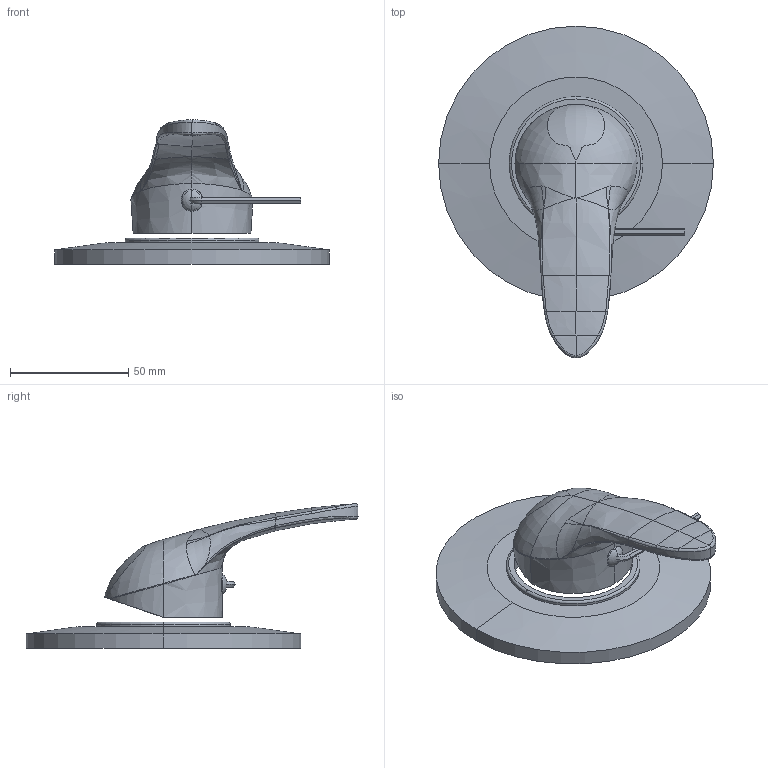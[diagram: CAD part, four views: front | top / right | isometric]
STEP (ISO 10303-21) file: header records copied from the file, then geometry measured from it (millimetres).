
FILE_DESCRIPTION((''),'2;1');
FILE_NAME('ND010CREST_ASM','2021-02-03T11:55:23',('stefano.gianpani'),('PAFFONI SpA'),'CREO PARAMETRIC BY PTC INC, 2020044','CREO PARAMETRIC BY PTC INC, 2020044','');
FILE_SCHEMA(('CONFIG_CONTROL_DESIGN','SHAPE_APPEARANCE_LAYERS_GROUPS'));
Length unit declared in the file: millimetre
Products named in the file (9): 4061135CR; 592305006A2I; CHBR25; TCF08RB91120; 8001113_ASM; 4061063CR; 2091097; 5007006CR_ASM; ND010CREST_ASM
Assembly tree (8 placements, depth 3):
  ND010CREST_ASM
    4061135CR
    8001113_ASM
      592305006A2I
      CHBR25
      TCF08RB91120
    5007006CR_ASM
      4061063CR
      2091097
Bounding box: 116 x 140.15 x 60.94 mm (x, y, z)
Volume: 54659.8 mm3; surface area: 39346.3 mm2
Topology: 6 solids, 7 shells, 231 faces, 538 edges, 320 vertices
Faces by surface type: plane 69, bspline 62, cylinder 46, cone 20, torus 20, sphere 14
Entity records: 13691 total; most frequent: CARTESIAN_POINT 6942, ORIENTED_EDGE 1058, DIRECTION 959, PRESENTATION_STYLE_ASSIGNMENT 539, STYLED_ITEM 538, CURVE_STYLE 531, EDGE_CURVE 531, AXIS2_PLACEMENT_3D 386
